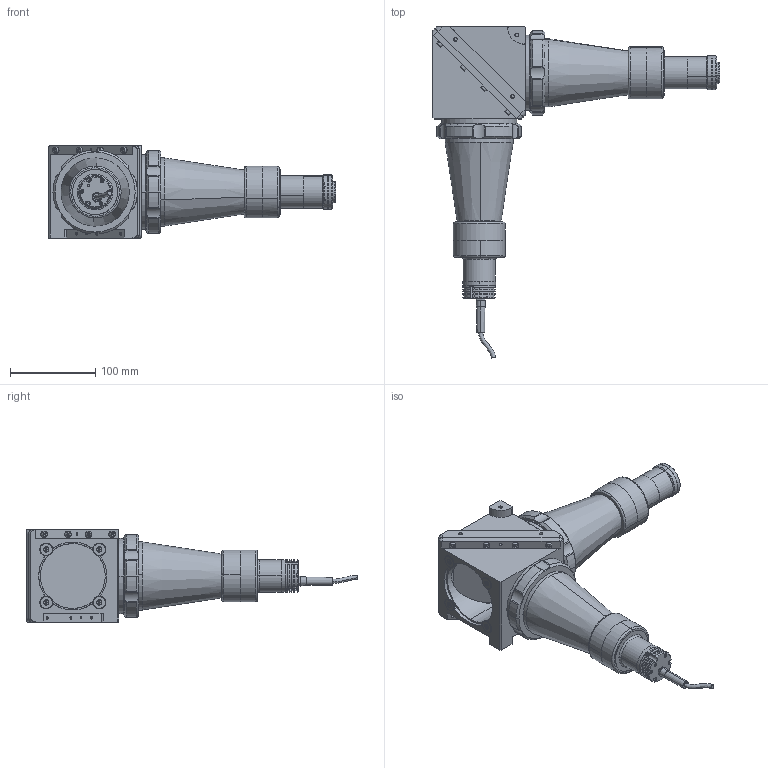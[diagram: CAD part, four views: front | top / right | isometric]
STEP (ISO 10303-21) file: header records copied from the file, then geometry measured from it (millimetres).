
FILE_DESCRIPTION (( 'STEP AP203' ), '1' );
FILE_NAME ('DP71660-D_TCCXQ016-W.step', '2022-09-21T09:27:36', ( '' ), ( '' ), 'SwSTEP 2.0', 'SolidWorks 2021', '' );
FILE_SCHEMA (( 'CONFIG_CONTROL_DESIGN' ));
Length unit declared in the file: millimetre
Products named in the file (1): DP71660-D_TCCXQ016-W
Bounding box: 337.04 x 389.47 x 108 mm (x, y, z)
Surface area: 214422.5 mm2 (no closed solid volume)
Topology: 0 solids, 71 shells, 586 faces, 1786 edges, 1240 vertices
Faces by surface type: cylinder 268, plane 180, cone 105, bspline 17, torus 16
Entity records: 25165 total; most frequent: CARTESIAN_POINT 9329, DIRECTION 3392, ORIENTED_EDGE 2906, EDGE_CURVE 1762, AXIS2_PLACEMENT_3D 1281, VERTEX_POINT 1240, VECTOR 830, LINE 830
